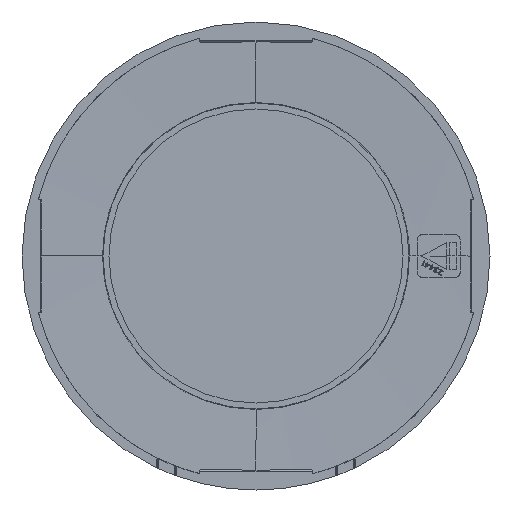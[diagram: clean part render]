
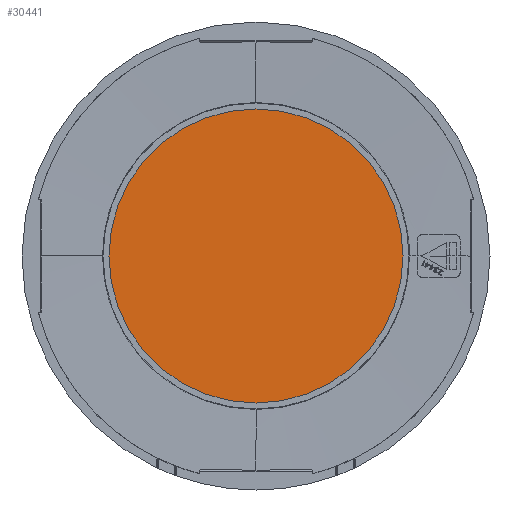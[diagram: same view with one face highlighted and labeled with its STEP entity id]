
A CAD part, front view. The second image highlights one B-rep face of the part: STEP entity #30441.
In plain terms, the highlighted planar face has unit normal (0, -1, 0).
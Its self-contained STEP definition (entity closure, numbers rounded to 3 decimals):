
#8129=CARTESIAN_POINT('',(0.,66.,0.));
#8130=DIRECTION('',(0.,-1.,0.));
#8131=DIRECTION('',(-1.,0.,0.));
#8132=AXIS2_PLACEMENT_3D('',#8129,#8130,#8131);
#8143=CARTESIAN_POINT('',(0.,66.,0.));
#8144=DIRECTION('',(0.,1.,0.));
#8145=DIRECTION('',(-1.,0.,0.));
#8146=AXIS2_PLACEMENT_3D('',#8143,#8144,#8145);
#12666=CARTESIAN_POINT('',(-40.839,66.,0.));
#12667=CARTESIAN_POINT('',(0.,66.,40.839));
#12668=VERTEX_POINT('',#12666);
#12669=VERTEX_POINT('',#12667);
#30432=CARTESIAN_POINT('',(0.,66.,0.));
#30433=DIRECTION('',(0.,-1.,0.));
#30434=DIRECTION('',(1.,0.,0.));
#30435=AXIS2_PLACEMENT_3D('',#30432,#30433,#30434);
#30436=PLANE('',#30435);
#30437=ORIENTED_EDGE('',*,*,#30398,.F.);
#30438=ORIENTED_EDGE('',*,*,#30419,.T.);
#30439=EDGE_LOOP('',(#30437,#30438));
#30440=FACE_OUTER_BOUND('',#30439,.F.);
#30441=ADVANCED_FACE('',(#30440),#30436,.T.);
#8133=CIRCLE('',#8132,40.839);
#8147=CIRCLE('',#8146,40.839);
#30398=EDGE_CURVE('',#12668,#12669,#8133,.T.);
#30419=EDGE_CURVE('',#12668,#12669,#8147,.T.);
